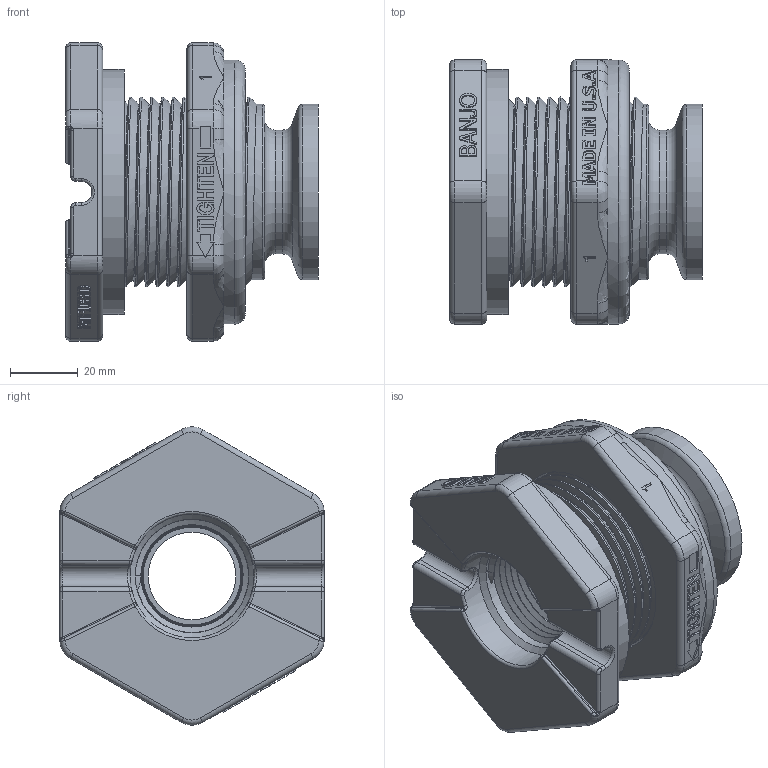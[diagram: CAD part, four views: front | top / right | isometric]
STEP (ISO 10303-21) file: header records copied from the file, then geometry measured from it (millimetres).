
FILE_DESCRIPTION(/* description */ ('1" MNFLD B.D. TANK FITTING'),/* implementation_level */ '2;1');
FILE_NAME(/* name */ 'MTF100BD.stp',/* time_stamp */ '2017-08-21T15:26:22-04:00',/* author */ ('areid'),/* organization */ (''),/* preprocessor_version */ 'ST-DEVELOPER v16.5',/* originating_system */ 'Autodesk Inventor 2017',/* authorisation */ '');
FILE_SCHEMA (('AUTOMOTIVE_DESIGN { 1 0 10303 214 3 1 1 }'));
Length unit declared in the file: inch
Products named in the file (5): MTF100BD; MTF101BD; TF103; TF103X; TF100G
Assembly tree (4 placements, depth 3):
  MTF100BD
    MTF101BD
    TF103
      TF103X
    TF100G
Bounding box: 74.61 x 77.98 x 88.08 mm (x, y, z)
Volume: 191503.5 mm3; surface area: 58031.7 mm2
Topology: 3 solids, 3 shells, 847 faces, 2213 edges, 1416 vertices
Faces by surface type: plane 481, bspline 207, cylinder 102, torus 32, cone 21, sphere 4
Full cylindrical faces by diameter (mm): 25.908 x1, 35.052 x1, 36.576 x2, 51.816 x13, 56.515 x1, 57.15 x1, 57.531 x4, 72.39 x1, 77.978 x1
Entity records: 32203 total; most frequent: CARTESIAN_POINT 13333, ORIENTED_EDGE 4186, DIRECTION 3234, EDGE_CURVE 2093, LINE 1422, VECTOR 1422, VERTEX_POINT 1360, EDGE_LOOP 907
